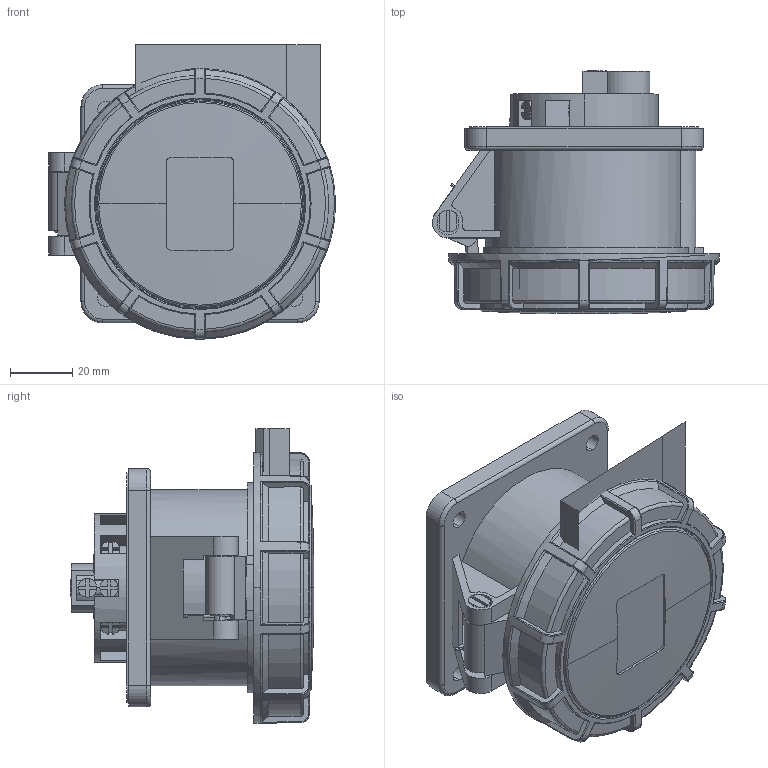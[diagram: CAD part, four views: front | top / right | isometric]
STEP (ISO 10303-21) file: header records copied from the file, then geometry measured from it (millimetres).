
FILE_DESCRIPTION((''),'2;1');
FILE_NAME('RS-315200','2022-05-27T09:12:08',('Administrator'),(''),'CREO PARAMETRIC BY PTC INC, 2021063','CREO PARAMETRIC BY PTC INC, 2021063','');
FILE_SCHEMA(('AUTOMOTIVE_DESIGN { 1 0 10303 214 1 1 1 1 }'));
Length unit declared in the file: millimetre
Products named in the file (1): RS-315200
Bounding box: 92.39 x 78.49 x 94.8 mm (x, y, z)
Volume: 238268.7 mm3; surface area: 84858.5 mm2
Topology: 1 solids, 7 shells, 1267 faces, 4144 edges, 3027 vertices
Faces by surface type: plane 677, cylinder 357, bspline 106, torus 80, cone 37, sphere 10
Entity records: 63945 total; most frequent: CARTESIAN_POINT 22990, DIRECTION 7210, ORIENTED_EDGE 7042, EDGE_CURVE 3532, AXIS2_PLACEMENT_3D 2421, VECTOR 2368, LINE 2368, VERTEX_POINT 2276
